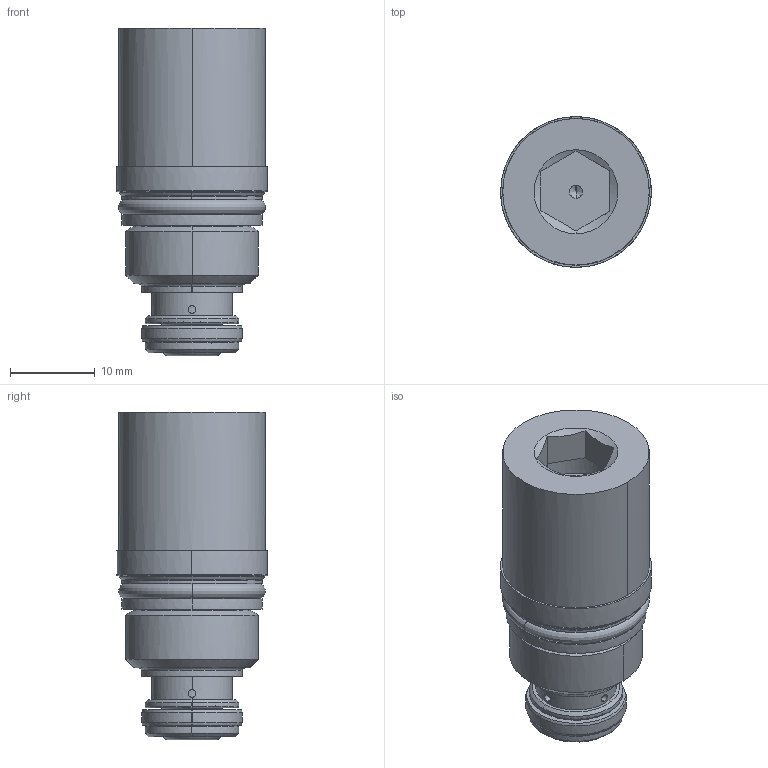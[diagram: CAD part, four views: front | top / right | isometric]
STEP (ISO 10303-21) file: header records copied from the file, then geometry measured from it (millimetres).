
FILE_DESCRIPTION((''),'2;1');
FILE_NAME('FXAGXAN_SW_PRT','2019-03-26T',('charlief'),(''),'PRO/ENGINEER BY PARAMETRIC TECHNOLOGY CORPORATION, 2016010','PRO/ENGINEER BY PARAMETRIC TECHNOLOGY CORPORATION, 2016010','');
FILE_SCHEMA(('CONFIG_CONTROL_DESIGN'));
Length unit declared in the file: inch
Products named in the file (1): FXAGXAN_SW_PRT
Bounding box: 17.78 x 17.78 x 38.66 mm (x, y, z)
Surface area: 4376 mm2 (no closed solid volume)
Topology: 0 solids, 0 shells, 139 faces, 606 edges, 588 vertices
Faces by surface type: bspline 107, torus 32
Entity records: 20218 total; most frequent: CARTESIAN_POINT 14792, DIRECTION 934, TRIMMED_CURVE 700, DEFINITIONAL_REPRESENTATION 572, PCURVE 572, COMPOSITE_CURVE_SEGMENT 572, VECTOR 530, LINE 530
